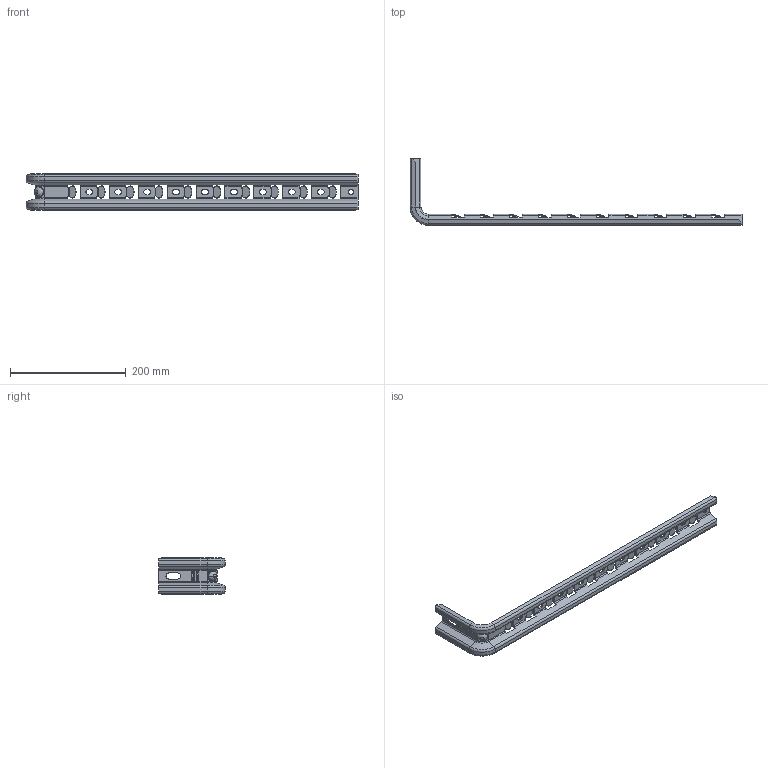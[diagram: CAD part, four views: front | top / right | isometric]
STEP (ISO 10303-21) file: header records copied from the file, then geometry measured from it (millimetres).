
FILE_DESCRIPTION((''),'2;1');
FILE_NAME('900650_PRT','2018-11-16T12:23:41',('tomasz.grudniewski'),(''),'CREO PARAMETRIC BY PTC INC, 2018260','CREO PARAMETRIC BY PTC INC, 2018260','');
FILE_SCHEMA(('CONFIG_CONTROL_DESIGN'));
Length unit declared in the file: millimetre
Products named in the file (1): 900650_PRT
Bounding box: 574 x 115 x 63.43 mm (x, y, z)
Volume: 114682.6 mm3; surface area: 121483.7 mm2
Topology: 1 solids, 1 shells, 993 faces, 2561 edges, 1562 vertices
Faces by surface type: plane 655, cylinder 284, bspline 28, torus 12, cone 10, sphere 4
Entity records: 37007 total; most frequent: CARTESIAN_POINT 12712, ORIENTED_EDGE 5114, DIRECTION 4953, EDGE_CURVE 2557, VECTOR 1979, LINE 1979, VERTEX_POINT 1562, AXIS2_PLACEMENT_3D 1487
